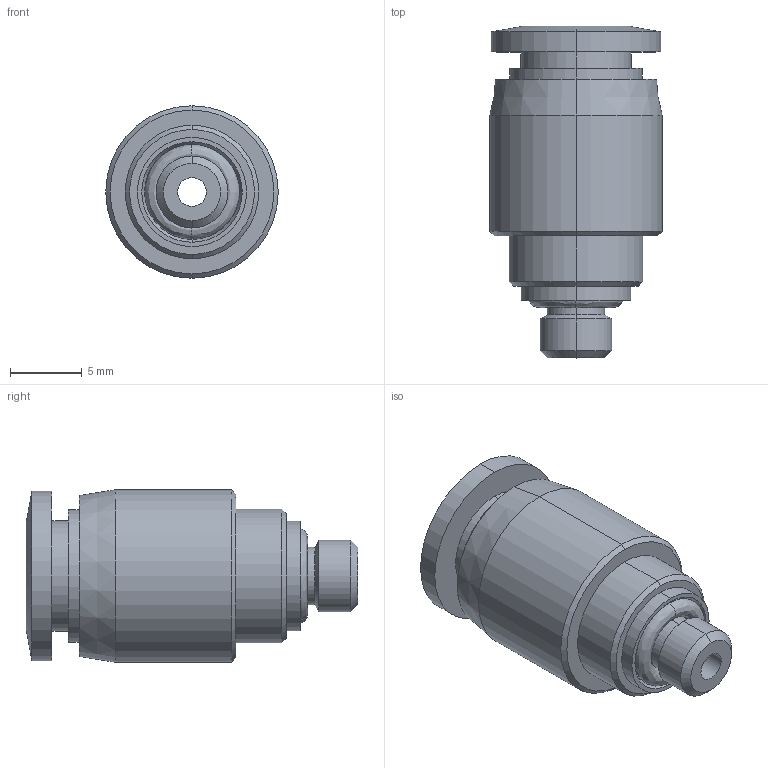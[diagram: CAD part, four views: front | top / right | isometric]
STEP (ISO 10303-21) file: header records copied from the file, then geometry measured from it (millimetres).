
FILE_DESCRIPTION (( 'STEP AP214' ), '1' );
FILE_NAME ('MSR6M-M5.step', '2016-02-24T20:45:23', ( '' ), ( '' ), 'SwSTEP 2.0', 'SolidWorks 2015', '' );
FILE_SCHEMA (( 'AUTOMOTIVE_DESIGN' ));
Length unit declared in the file: inch
Products named in the file (1): MSR6M-M5
Bounding box: 12 x 23.1 x 12 mm (x, y, z)
Volume: 1321.3 mm3; surface area: 1473.6 mm2
Topology: 2 solids, 2 shells, 55 faces, 110 edges, 66 vertices
Faces by surface type: cylinder 22, cone 14, plane 11, bspline 6, torus 2
Entity records: 1635 total; most frequent: CARTESIAN_POINT 396, DIRECTION 280, ORIENTED_EDGE 220, AXIS2_PLACEMENT_3D 122, EDGE_CURVE 110, CIRCLE 72, VERTEX_POINT 66, EDGE_LOOP 66
